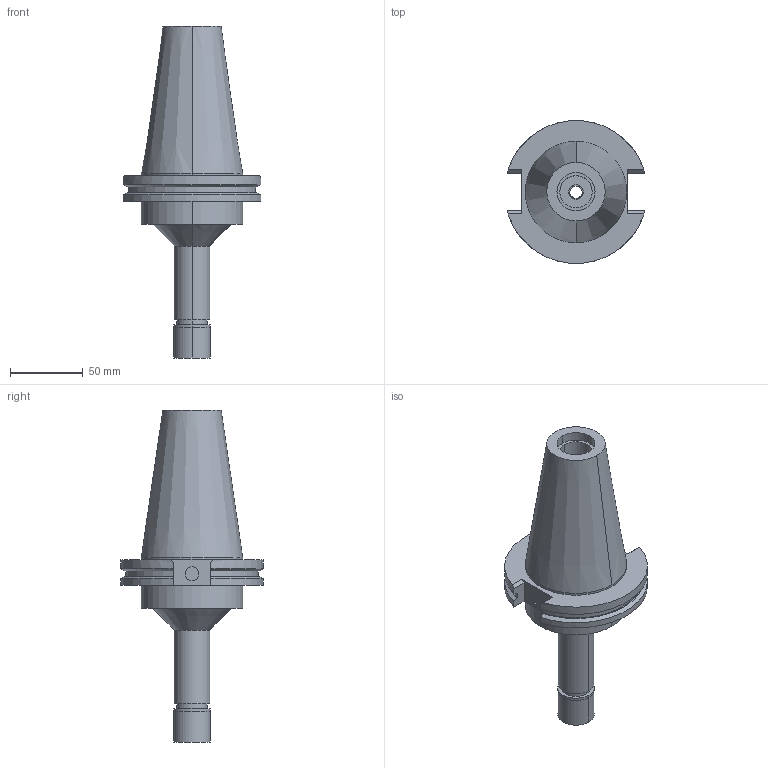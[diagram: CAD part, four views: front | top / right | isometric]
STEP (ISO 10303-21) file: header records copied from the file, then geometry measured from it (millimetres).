
FILE_DESCRIPTION (( 'STEP AP203' ), '1' );
FILE_NAME ('BCV50-MEGA8N-5.stp', '2019-06-24T19:48:58', ( '' ), ( '' ), 'SwSTEP 2.0', 'SolidWorks 2019', '' );
FILE_SCHEMA (( 'CONFIG_CONTROL_DESIGN' ));
Length unit declared in the file: millimetre
Products named in the file (7): BCV50-MEGA8N-5; BCV50-MEGA8N-5-080.stp; BCV50MN08050-080_ASM.stp; BCV50-MEGA8N-5_1.stp; MGN8_1.stp; BCV50-MEGA8N-5-080-FreeParts; DXF_TEMP_ASSY_ASM_4_ASM.stp
Assembly tree (5 placements, depth 5):
  BCV50-MEGA8N-5
    BCV50-MEGA8N-5-080.stp
      BCV50MN08050-080_ASM.stp
        DXF_TEMP_ASSY_ASM_4_ASM.stp
          BCV50-MEGA8N-5_1.stp
          MGN8_1.stp
  BCV50-MEGA8N-5-080-FreeParts
Bounding box: 94.95 x 98.08 x 228.6 mm (x, y, z)
Volume: 430384.8 mm3; surface area: 61108.5 mm2
Topology: 2 solids, 2 shells, 91 faces, 204 edges, 132 vertices
Faces by surface type: cylinder 44, plane 33, cone 14
Entity records: 3300 total; most frequent: DIRECTION 496, CARTESIAN_POINT 474, ORIENTED_EDGE 408, EDGE_CURVE 204, AXIS2_PLACEMENT_3D 202, VERTEX_POINT 132, EDGE_LOOP 110, CIRCLE 100
